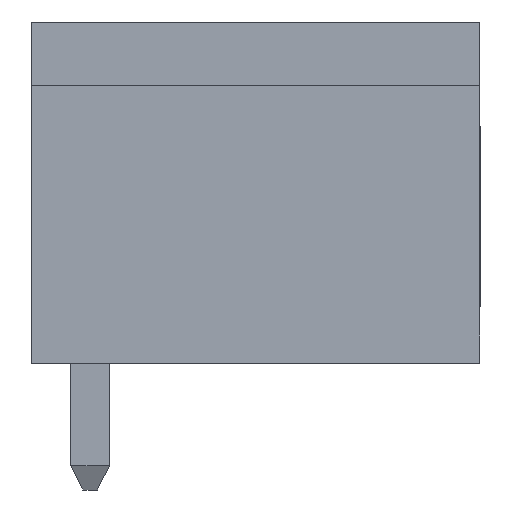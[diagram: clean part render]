
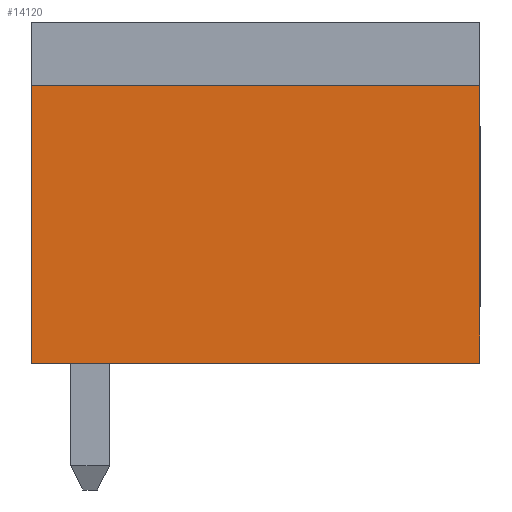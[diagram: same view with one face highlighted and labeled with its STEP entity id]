
A CAD part, left-side view. The second image highlights one B-rep face of the part: STEP entity #14120.
In plain terms, the highlighted planar face has unit normal (-1, 0, 0).
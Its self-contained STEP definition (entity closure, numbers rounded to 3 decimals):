
#3554=ORIENTED_EDGE('',*,*,#5953,.F.);
#3555=ORIENTED_EDGE('',*,*,#6050,.F.);
#3556=ORIENTED_EDGE('',*,*,#5926,.F.);
#3557=ORIENTED_EDGE('',*,*,#5868,.F.);
#5868=EDGE_CURVE('',#7426,#7427,#9114,.T.);
#5926=EDGE_CURVE('',#7427,#7478,#9160,.T.);
#5953=EDGE_CURVE('',#7498,#7426,#9183,.T.);
#6050=EDGE_CURVE('',#7478,#7498,#9277,.T.);
#7426=VERTEX_POINT('',#21774);
#7427=VERTEX_POINT('',#21776);
#7478=VERTEX_POINT('',#21889);
#7498=VERTEX_POINT('',#21940);
#9114=LINE('',#21775,#10910);
#9160=LINE('',#21888,#10956);
#9183=LINE('',#21941,#10979);
#9277=LINE('',#22136,#11073);
#10910=VECTOR('',#17761,1000.);
#10956=VECTOR('',#17839,1000.);
#10979=VECTOR('',#17880,1000.);
#11073=VECTOR('',#18076,1000.);
#12016=EDGE_LOOP('',(#3554,#3555,#3556,#3557));
#12799=FACE_BOUND('',#12016,.T.);
#13458=PLANE('',#15002);
#14120=ADVANCED_FACE('',(#12799),#13458,.F.);
#15002=AXIS2_PLACEMENT_3D('',#22137,#18077,#18078);
#17761=DIRECTION('',(0.,1.,0.));
#17839=DIRECTION('',(0.,0.,1.));
#17880=DIRECTION('',(0.,0.,-1.));
#18076=DIRECTION('',(0.,-1.,0.));
#18077=DIRECTION('',(1.,0.,0.));
#18078=DIRECTION('',(0.,0.,-1.));
#21774=CARTESIAN_POINT('',(-24.145,0.,-3.5));
#21775=CARTESIAN_POINT('',(-24.145,0.,-3.5));
#21776=CARTESIAN_POINT('',(-24.145,9.2,-3.5));
#21888=CARTESIAN_POINT('',(-24.145,9.2,-3.5));
#21889=CARTESIAN_POINT('',(-24.145,9.2,2.2));
#21940=CARTESIAN_POINT('',(-24.145,0.,2.2));
#21941=CARTESIAN_POINT('',(-24.145,0.,2.2));
#22136=CARTESIAN_POINT('',(-24.145,9.2,2.2));
#22137=CARTESIAN_POINT('',(-24.145,0.,0.));
